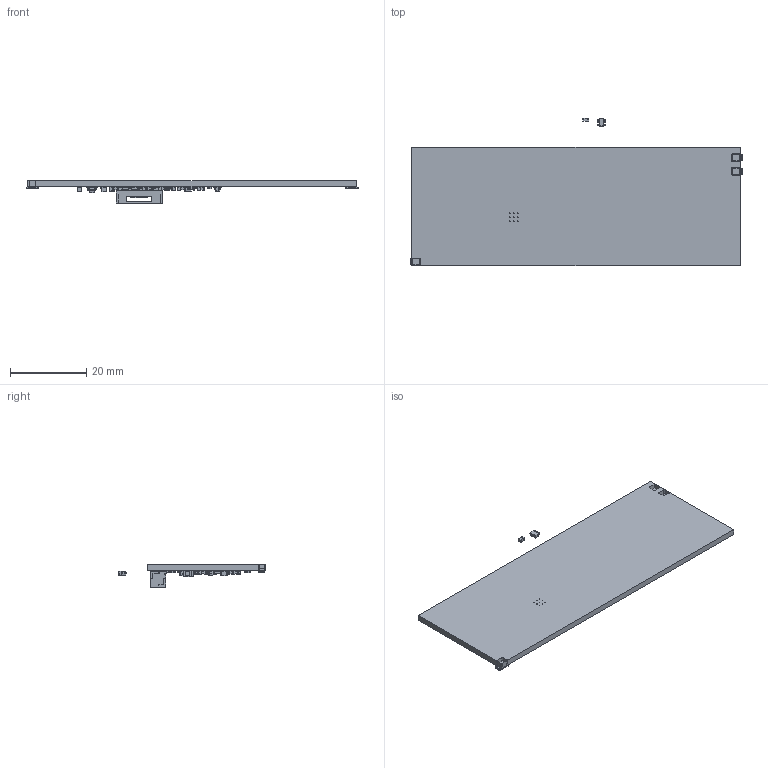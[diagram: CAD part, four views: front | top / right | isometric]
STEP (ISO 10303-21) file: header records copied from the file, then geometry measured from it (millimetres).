
FILE_DESCRIPTION(('KiCad electronic assembly'),'2;1');
FILE_NAME('TFLORA01.step','2024-10-16T20:55:16',('Pcbnew'),('Kicad'), 'Open CASCADE STEP processor 7.6','KiCad to STEP converter','Unknown' );
FILE_SCHEMA(('AUTOMOTIVE_DESIGN { 1 0 10303 214 1 1 1 1 }'));
Length unit declared in the file: millimetre
Products named in the file (24): TFLORA01 1; C_0603_1608Metric; QFN-24-1EP_4x4mm_P0.5mm_EP2.6x2.6mm; QFN-24-1EP_4x4mm_Pitch0.5mm; R_0603_1608Metric; L_0402_1005Metric; L_0805_2012Metric; SOT-23-5; SOT_23_5; C_0805_2012Metric; LED_1206_3216Metric; SOT-363_SC-70-6; SOT_363_SC_70_6; D_SOD-523; D_SOD_523; JST_GH_SM07B-GHS-TB_1x07-1MP_P1.25mm_Horizontal; JST_SM07B_GHS_TB; kibot_5eny737k_PCB
Assembly tree (60 placements, depth 3):
  TFLORA01 1
    C_0603_1608Metric  x20
      C_0603_1608Metric
    QFN-24-1EP_4x4mm_P0.5mm_EP2.6x2.6mm
      QFN-24-1EP_4x4mm_Pitch0.5mm
    R_0603_1608Metric  x9
      R_0603_1608Metric
    L_0402_1005Metric  x6
      L_0402_1005Metric
    L_0805_2012Metric
      L_0805_2012Metric
    SOT-23-5
      SOT_23_5
    C_0805_2012Metric  x3
      C_0805_2012Metric
    LED_1206_3216Metric  x3
      LED_1206_3216Metric
    SOT-363_SC-70-6  x2
      SOT_363_SC_70_6
    D_SOD-523
      D_SOD_523
    JST_GH_SM07B-GHS-TB_1x07-1MP_P1.25mm_Horizontal
      JST_SM07B_GHS_TB
    kibot_5eny737k_PCB
Bounding box: 87.29 x 38.76 x 5.89 mm (x, y, z)
Volume: 4472.3 mm3; surface area: 6574.7 mm2
Topology: 49 solids, 49 shells, 2089 faces, 5492 edges, 3578 vertices
Faces by surface type: plane 1420, cylinder 570, bspline 99
Full cylindrical faces by diameter (mm): 0.2 x9, 0.5 x1
Entity records: 35806 total; most frequent: CARTESIAN_POINT 5455, ORIENTED_EDGE 5044, DIRECTION 4608, EDGE_CURVE 2522, LINE 2138, VECTOR 2138, VERTEX_POINT 1634, AXIS2_PLACEMENT_3D 1235
